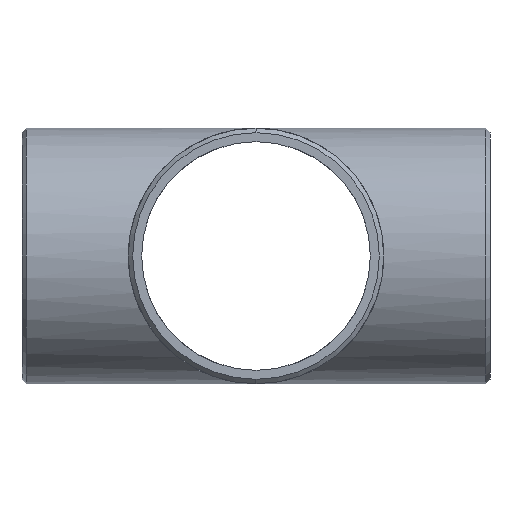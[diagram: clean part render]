
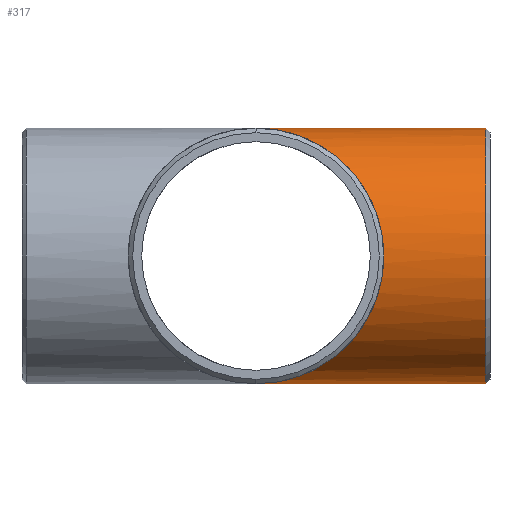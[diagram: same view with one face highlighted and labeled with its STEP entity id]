
A CAD part, left-side view. The second image highlights one B-rep face of the part: STEP entity #317.
In plain terms, the highlighted cylindrical face has radius 57.15 mm (diameter 114.3 mm), a partial arc.
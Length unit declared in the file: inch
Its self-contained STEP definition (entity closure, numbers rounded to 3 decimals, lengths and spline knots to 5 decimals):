
#5 = VERTEX_POINT ( 'NONE', #126 ) ;
#48 = CARTESIAN_POINT ( 'NONE',  ( 0., -4.12, -2.25 ) ) ;
#50 = VERTEX_POINT ( 'NONE', #183 ) ;
#53 = EDGE_LOOP ( 'NONE', ( #558, #466, #338, #492 ) ) ;
#99 = EDGE_CURVE ( 'NONE', #5, #163, #143, .T. ) ;
#126 = CARTESIAN_POINT ( 'NONE',  ( 0., -4.041, 2.25 ) ) ;
#143 = LINE ( 'NONE', #753, #524 ) ;
#163 = VERTEX_POINT ( 'NONE', #206 ) ;
#164 = VECTOR ( 'NONE', #290, 39.37008 ) ;
#176 = AXIS2_PLACEMENT_3D ( 'NONE', #185, #679, #191 ) ;
#183 = CARTESIAN_POINT ( 'NONE',  ( 0., 0., -2.25 ) ) ;
#185 = CARTESIAN_POINT ( 'NONE',  ( 0., -4.12, 0. ) ) ;
#191 = DIRECTION ( 'NONE',  ( 0., 0., -1. ) ) ;
#206 = CARTESIAN_POINT ( 'NONE',  ( 0., 0., 2.25 ) ) ;
#210 =( BOUNDED_CURVE ( )  B_SPLINE_CURVE ( 3, ( #471, #454, #705, #365 ),
 .UNSPECIFIED., .F., .T. ) 
 B_SPLINE_CURVE_WITH_KNOTS ( ( 4, 4 ),
 ( 4.71239, 7.85398 ),
 .UNSPECIFIED. ) 
 CURVE ( )  GEOMETRIC_REPRESENTATION_ITEM ( )  RATIONAL_B_SPLINE_CURVE ( ( 1., 0.333, 0.333, 1. ) ) 
 REPRESENTATION_ITEM ( '' )  );
#212 = CIRCLE ( 'NONE', #802, 2.25 ) ;
#239 = CARTESIAN_POINT ( 'NONE',  ( 0., -4.041, 0. ) ) ;
#249 = EDGE_CURVE ( 'NONE', #292, #50, #476, .T. ) ;
#290 = DIRECTION ( 'NONE',  ( 0., 1., 0. ) ) ;
#292 = VERTEX_POINT ( 'NONE', #661 ) ;
#306 = DIRECTION ( 'NONE',  ( 0., 1., 0. ) ) ;
#317 = ADVANCED_FACE ( 'NONE', ( #555 ), #426, .T. ) ;
#338 = ORIENTED_EDGE ( 'NONE', *, *, #759, .F. ) ;
#365 = CARTESIAN_POINT ( 'NONE',  ( 0., 0., 2.25 ) ) ;
#425 = EDGE_CURVE ( 'NONE', #292, #5, #212, .T. ) ;
#426 = CYLINDRICAL_SURFACE ( 'NONE', #176, 2.25 ) ;
#454 = CARTESIAN_POINT ( 'NONE',  ( -4.5, -4.5, -2.25 ) ) ;
#466 = ORIENTED_EDGE ( 'NONE', *, *, #99, .T. ) ;
#471 = CARTESIAN_POINT ( 'NONE',  ( 0., 0., -2.25 ) ) ;
#476 = LINE ( 'NONE', #48, #164 ) ;
#492 = ORIENTED_EDGE ( 'NONE', *, *, #249, .F. ) ;
#524 = VECTOR ( 'NONE', #643, 39.37008 ) ;
#548 = DIRECTION ( 'NONE',  ( 0., 0., -1. ) ) ;
#555 = FACE_OUTER_BOUND ( 'NONE', #53, .T. ) ;
#558 = ORIENTED_EDGE ( 'NONE', *, *, #425, .T. ) ;
#643 = DIRECTION ( 'NONE',  ( 0., 1., 0. ) ) ;
#661 = CARTESIAN_POINT ( 'NONE',  ( 0., -4.041, -2.25 ) ) ;
#679 = DIRECTION ( 'NONE',  ( 0., 1., 0. ) ) ;
#705 = CARTESIAN_POINT ( 'NONE',  ( -4.5, -4.5, 2.25 ) ) ;
#753 = CARTESIAN_POINT ( 'NONE',  ( 0., -4.12, 2.25 ) ) ;
#759 = EDGE_CURVE ( 'NONE', #50, #163, #210, .T. ) ;
#802 = AXIS2_PLACEMENT_3D ( 'NONE', #239, #306, #548 ) ;
